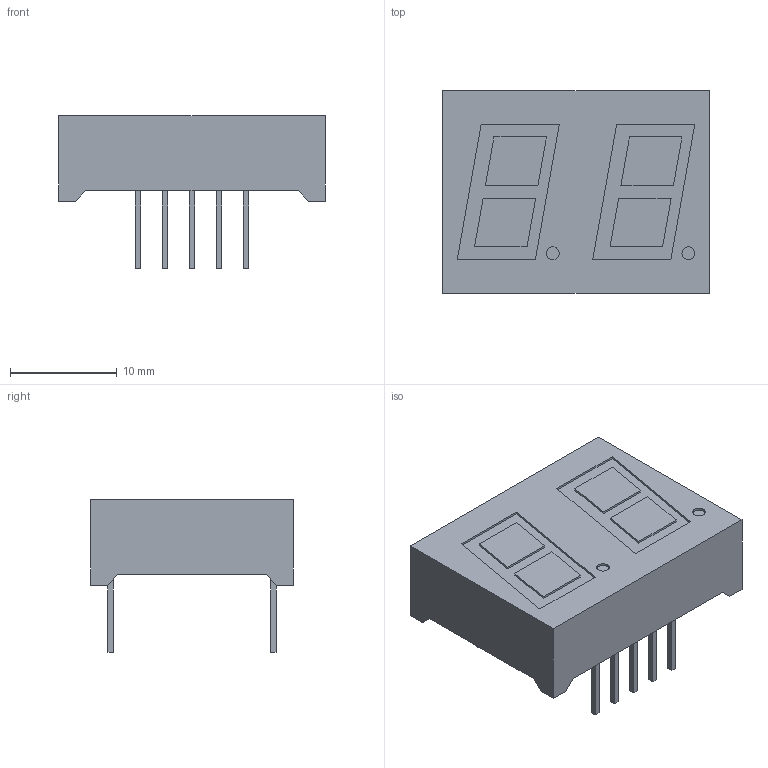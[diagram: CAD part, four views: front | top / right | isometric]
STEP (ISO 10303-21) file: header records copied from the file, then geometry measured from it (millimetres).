
FILE_DESCRIPTION(('FreeCAD Model'),'2;1');
FILE_NAME('Open CASCADE Shape Model','2022-01-29T16:40:55',( 'kicad StepUp'),('ksu MCAD'),'Open CASCADE STEP processor 7.5', 'FreeCAD','Unknown');
FILE_SCHEMA(('AUTOMOTIVE_DESIGN { 1 0 10303 214 1 1 1 1 }'));
Length unit declared in the file: millimetre
Products named in the file (1): SN440502N_sp
Bounding box: 25 x 19 x 14.3 mm (x, y, z)
Volume: 3364.5 mm3; surface area: 1773.6 mm2
Topology: 1 solids, 1 shells, 102 faces, 246 edges, 164 vertices
Faces by surface type: plane 100, cylinder 2
Full cylindrical faces by diameter (mm): 1.2 x2
Entity records: 3653 total; most frequent: CARTESIAN_POINT 513, ORIENTED_EDGE 492, DIRECTION 456, EDGE_CURVE 246, LINE 242, VECTOR 242, VERTEX_POINT 164, FACE_BOUND 120
